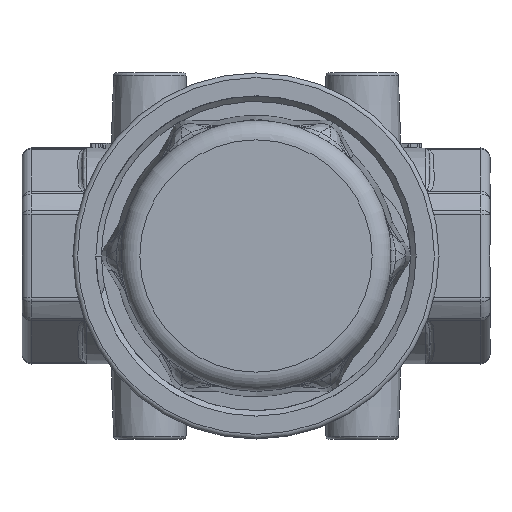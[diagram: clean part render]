
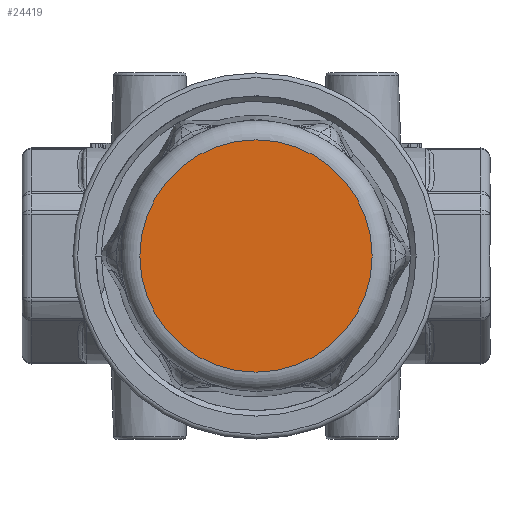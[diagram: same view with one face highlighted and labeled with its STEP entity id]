
A CAD part, front view. The second image highlights one B-rep face of the part: STEP entity #24419.
In plain terms, the highlighted planar face has unit normal (0, -1, 0).
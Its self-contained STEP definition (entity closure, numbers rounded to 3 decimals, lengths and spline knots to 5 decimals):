
#1479=PLANE('',#26479);
#3126=FACE_OUTER_BOUND('',#4641,.T.);
#4641=EDGE_LOOP('',(#22959));
#5405=CIRCLE('',#26355,0.75216);
#11729=VERTEX_POINT('',#85223);
#15264=EDGE_CURVE('',#11729,#11729,#5405,.T.);
#22959=ORIENTED_EDGE('',*,*,#15264,.F.);
#24419=ADVANCED_FACE('',(#3126),#1479,.T.);
#26355=AXIS2_PLACEMENT_3D('',#85224,#31495,#31496);
#26479=AXIS2_PLACEMENT_3D('',#89873,#31745,#31746);
#31495=DIRECTION('center_axis',(0.,1.,0.));
#31496=DIRECTION('ref_axis',(-1.,0.,0.));
#31745=DIRECTION('center_axis',(0.,-1.,0.));
#31746=DIRECTION('ref_axis',(0.,0.,-1.));
#85223=CARTESIAN_POINT('',(0.,-2.825,0.75216));
#85224=CARTESIAN_POINT('Origin',(0.,-2.825,0.));
#89873=CARTESIAN_POINT('Origin',(0.4375,-2.825,0.));
